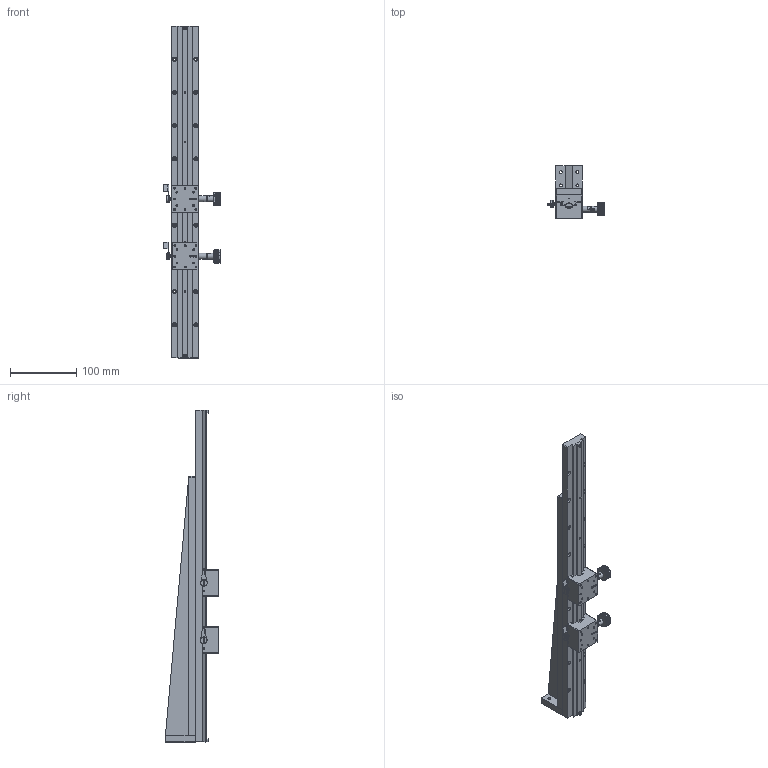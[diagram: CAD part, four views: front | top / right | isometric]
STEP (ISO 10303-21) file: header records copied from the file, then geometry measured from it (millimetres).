
FILE_DESCRIPTION (( 'STEP AP203' ), '1' );
FILE_NAME ('528801.STEP', '2024-10-15T04:07:20', ( 'Windows User' ), ( 'P R C' ), 'SwSTEP 2.0', 'SolidWorks 2020', '' );
FILE_SCHEMA (( 'CONFIG_CONTROL_DESIGN' ));
Products named in the file (1): 528801
Bounding box: 85.87 x 80 x 500 mm (x, y, z)
Volume: 585763.9 mm3; surface area: 179408.6 mm2
Topology: 55 solids, 55 shells, 2272 faces, 5296 edges, 3202 vertices
Faces by surface type: plane 1126, cone 538, cylinder 503, bspline 105
Full cylindrical faces by diameter (mm): 2.05 x9, 2.2 x2, 2.5 x61, 2.9 x9, 3 x12, 3.3 x24, 4 x40, 4.1 x4, 4.5 x19, 5 x7, 5.5 x8, 6 x18, 7 x8, 7.4 x2, 8 x12, 9 x6, 10 x4
Entity records: 241762 total; most frequent: CARTESIAN_POINT 194912, ORIENTED_EDGE 9430, DIRECTION 9294, EDGE_CURVE 4715, AXIS2_PLACEMENT_3D 3701, VERTEX_POINT 3027, EDGE_LOOP 2850, FACE_OUTER_BOUND 2492
